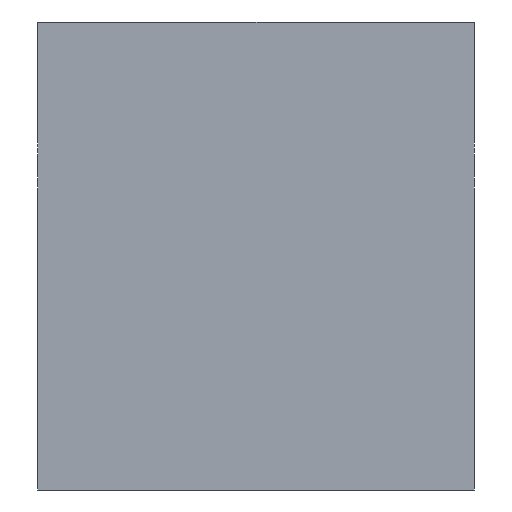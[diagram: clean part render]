
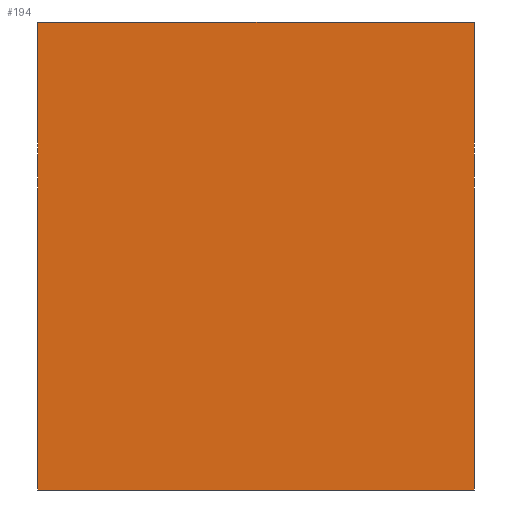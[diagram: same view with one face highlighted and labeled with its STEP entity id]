
A CAD part, left-side view. The second image highlights one B-rep face of the part: STEP entity #194.
In plain terms, the highlighted planar face has unit normal (-1, 0, 0).
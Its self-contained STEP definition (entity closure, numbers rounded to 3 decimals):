
#40=FACE_OUTER_BOUND('',#54,.T.);
#54=EDGE_LOOP('',(#159,#160,#161,#162));
#64=LINE('',#291,#80);
#69=LINE('',#304,#85);
#74=LINE('',#323,#90);
#75=LINE('',#324,#91);
#80=VECTOR('',#236,10.);
#85=VECTOR('',#247,10.);
#90=VECTOR('',#268,10.);
#91=VECTOR('',#269,10.);
#95=VERTEX_POINT('',#287);
#97=VERTEX_POINT('',#290);
#102=VERTEX_POINT('',#302);
#108=VERTEX_POINT('',#322);
#112=EDGE_CURVE('',#97,#95,#64,.T.);
#119=EDGE_CURVE('',#95,#102,#69,.T.);
#128=EDGE_CURVE('',#102,#108,#74,.T.);
#129=EDGE_CURVE('',#108,#97,#75,.T.);
#159=ORIENTED_EDGE('',*,*,#112,.T.);
#160=ORIENTED_EDGE('',*,*,#119,.T.);
#161=ORIENTED_EDGE('',*,*,#128,.T.);
#162=ORIENTED_EDGE('',*,*,#129,.T.);
#186=PLANE('',#224);
#194=ADVANCED_FACE('',(#40),#186,.T.);
#224=AXIS2_PLACEMENT_3D('',#321,#266,#267);
#236=DIRECTION('',(0.,0.,-1.));
#247=DIRECTION('',(0.,-1.,0.));
#266=DIRECTION('center_axis',(-1.,0.,0.));
#267=DIRECTION('ref_axis',(0.,0.,1.));
#268=DIRECTION('',(0.,0.,1.));
#269=DIRECTION('',(0.,1.,0.));
#287=CARTESIAN_POINT('',(-26.,-162.,470.351));
#290=CARTESIAN_POINT('',(-26.,-162.,500.351));
#291=CARTESIAN_POINT('',(-26.,-162.,470.351));
#302=CARTESIAN_POINT('',(-26.,-190.,470.351));
#304=CARTESIAN_POINT('',(-26.,-148.,470.351));
#321=CARTESIAN_POINT('Origin',(-26.,-158.,470.351));
#322=CARTESIAN_POINT('',(-26.,-190.,500.351));
#323=CARTESIAN_POINT('',(-26.,-190.,470.351));
#324=CARTESIAN_POINT('',(-26.,-148.,500.351));
